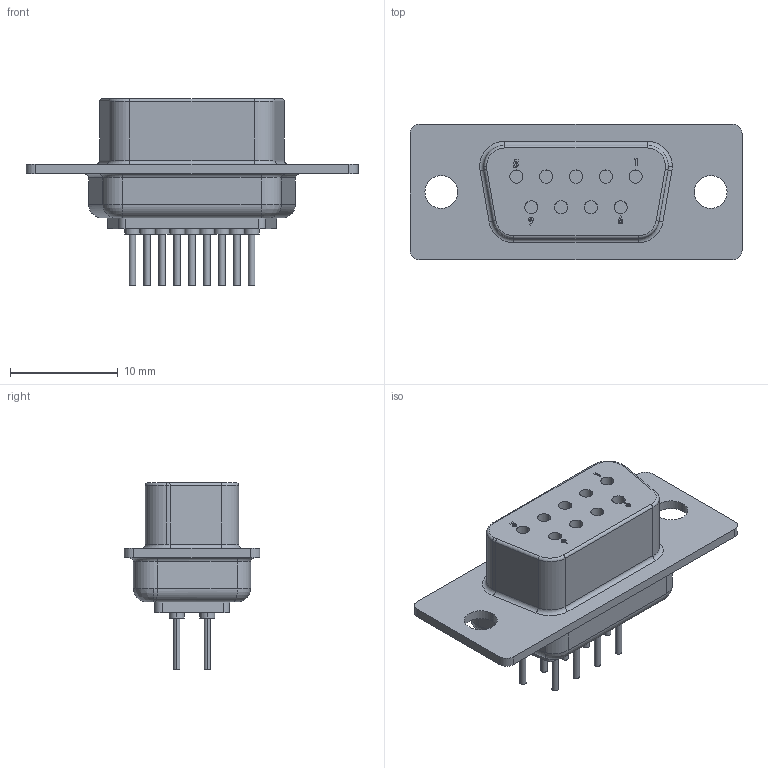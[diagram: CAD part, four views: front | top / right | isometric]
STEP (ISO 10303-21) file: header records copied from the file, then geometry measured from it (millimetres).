
FILE_DESCRIPTION(('FreeCAD Model'),'2;1');
FILE_NAME('172-E-009-213.step','2019-09-17T14:01:14',( 'kicad StepUp'),('ksu MCAD'),'Open CASCADE STEP processor 7.2', 'FreeCAD','Unknown');
FILE_SCHEMA(('AUTOMOTIVE_DESIGN { 1 0 10303 214 1 1 1 1 }'));
Length unit declared in the file: millimetre
Products named in the file (1): 172-E-009-213
Bounding box: 30.81 x 12.6 x 17.41 mm (x, y, z)
Volume: 1997.3 mm3; surface area: 1648.7 mm2
Topology: 1 solids, 1 shells, 209 faces, 479 edges, 308 vertices
Faces by surface type: cylinder 92, plane 73, bspline 24, torus 15, revolution 5
Entity records: 8671 total; most frequent: CARTESIAN_POINT 2431, DIRECTION 1000, ORIENTED_EDGE 958, EDGE_CURVE 479, AXIS2_PLACEMENT_3D 387, VERTEX_POINT 308, FACE_BOUND 249, EDGE_LOOP 249
